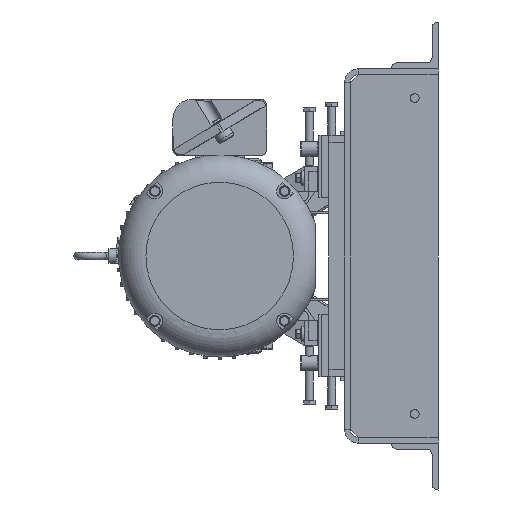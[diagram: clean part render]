
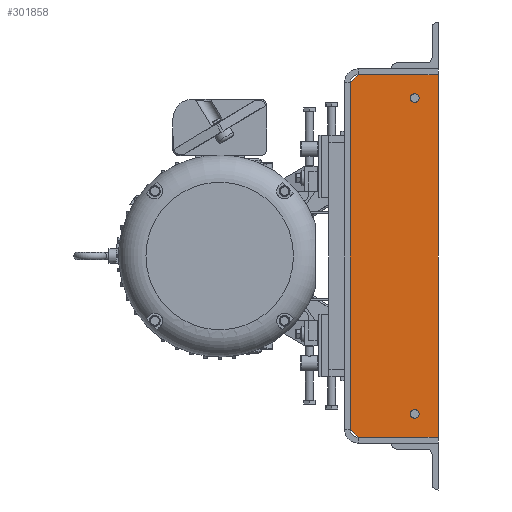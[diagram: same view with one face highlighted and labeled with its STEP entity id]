
A CAD part, left-side view. The second image highlights one B-rep face of the part: STEP entity #301858.
In plain terms, the highlighted planar face has unit normal (-1, 0, 0).
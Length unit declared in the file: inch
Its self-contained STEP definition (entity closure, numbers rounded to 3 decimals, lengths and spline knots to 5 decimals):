
#5447 = VECTOR ( 'NONE', #108429, 39.37008 ) ;
#12049 = CARTESIAN_POINT ( 'NONE',  ( -45., -14., 11.62 ) ) ;
#12844 = LINE ( 'NONE', #272789, #5447 ) ;
#14005 = LINE ( 'NONE', #261038, #76505 ) ;
#14789 = FACE_BOUND ( 'NONE', #57197, .T. ) ;
#22219 = ORIENTED_EDGE ( 'NONE', *, *, #53844, .T. ) ;
#25221 = VECTOR ( 'NONE', #56761, 39.37008 ) ;
#26837 = DIRECTION ( 'NONE',  ( 0., -0.707, -0.707 ) ) ;
#33422 = DIRECTION ( 'NONE',  ( 1., 0., 0. ) ) ;
#45292 = EDGE_CURVE ( 'NONE', #177828, #177828, #284151, .T. ) ;
#47804 = EDGE_CURVE ( 'NONE', #223837, #267756, #12844, .T. ) ;
#51244 = CARTESIAN_POINT ( 'NONE',  ( -45., -12.5, 10.40125 ) ) ;
#52088 = VERTEX_POINT ( 'NONE', #144544 ) ;
#53844 = EDGE_CURVE ( 'NONE', #116136, #243383, #212654, .T. ) ;
#56761 = DIRECTION ( 'NONE',  ( 0., 0., 1. ) ) ;
#57197 = EDGE_LOOP ( 'NONE', ( #223626 ) ) ;
#65653 = EDGE_CURVE ( 'NONE', #243383, #223837, #192086, .T. ) ;
#67145 = VECTOR ( 'NONE', #296243, 39.37008 ) ;
#72856 = DIRECTION ( 'NONE',  ( 0., 0., -1. ) ) ;
#76505 = VECTOR ( 'NONE', #26837, 39.37008 ) ;
#77328 = DIRECTION ( 'NONE',  ( -1., 0., 0. ) ) ;
#82848 = VERTEX_POINT ( 'NONE', #123467 ) ;
#100857 = AXIS2_PLACEMENT_3D ( 'NONE', #266928, #126112, #290601 ) ;
#108186 = VECTOR ( 'NONE', #110632, 39.37008 ) ;
#108312 = AXIS2_PLACEMENT_3D ( 'NONE', #174173, #33422, #197732 ) ;
#108429 = DIRECTION ( 'NONE',  ( 0., 0.707, -0.707 ) ) ;
#110632 = DIRECTION ( 'NONE',  ( 0., -1., 0. ) ) ;
#116136 = VERTEX_POINT ( 'NONE', #237115 ) ;
#116853 = EDGE_LOOP ( 'NONE', ( #22219, #243229, #292723, #197752, #210910, #130838 ) ) ;
#123467 = CARTESIAN_POINT ( 'NONE',  ( -45., -8.88, -11.62 ) ) ;
#123851 = EDGE_CURVE ( 'NONE', #52088, #52088, #249594, .T. ) ;
#126112 = DIRECTION ( 'NONE',  ( -1., 0., 0. ) ) ;
#130838 = ORIENTED_EDGE ( 'NONE', *, *, #200464, .T. ) ;
#131737 = CARTESIAN_POINT ( 'NONE',  ( -45., -8.88, 11.62 ) ) ;
#132314 = FACE_OUTER_BOUND ( 'NONE', #116853, .T. ) ;
#135918 = VERTEX_POINT ( 'NONE', #208408 ) ;
#144544 = CARTESIAN_POINT ( 'NONE',  ( -45., -12.5, -9.83875 ) ) ;
#146447 = PLANE ( 'NONE',  #108312 ) ;
#149155 = CARTESIAN_POINT ( 'NONE',  ( -45., -14., 11.62 ) ) ;
#170692 = LINE ( 'NONE', #229783, #108186 ) ;
#174173 = CARTESIAN_POINT ( 'NONE',  ( -45., -14., -11.62 ) ) ;
#177828 = VERTEX_POINT ( 'NONE', #51244 ) ;
#191973 = ORIENTED_EDGE ( 'NONE', *, *, #45292, .F. ) ;
#192086 = LINE ( 'NONE', #131737, #67145 ) ;
#197732 = DIRECTION ( 'NONE',  ( 0., 0., -1. ) ) ;
#197752 = ORIENTED_EDGE ( 'NONE', *, *, #244828, .T. ) ;
#200180 = VECTOR ( 'NONE', #72856, 39.37008 ) ;
#200464 = EDGE_CURVE ( 'NONE', #82848, #116136, #170692, .T. ) ;
#203196 = EDGE_LOOP ( 'NONE', ( #191973 ) ) ;
#207609 = LINE ( 'NONE', #213566, #200180 ) ;
#208408 = CARTESIAN_POINT ( 'NONE',  ( -45., -8.38, -11.12 ) ) ;
#210910 = ORIENTED_EDGE ( 'NONE', *, *, #230845, .T. ) ;
#212654 = LINE ( 'NONE', #149155, #25221 ) ;
#213566 = CARTESIAN_POINT ( 'NONE',  ( -45., -8.38, -11.12 ) ) ;
#218081 = CARTESIAN_POINT ( 'NONE',  ( -45., -12.5, 10.12 ) ) ;
#219791 = AXIS2_PLACEMENT_3D ( 'NONE', #218081, #77328, #241666 ) ;
#223626 = ORIENTED_EDGE ( 'NONE', *, *, #123851, .F. ) ;
#223837 = VERTEX_POINT ( 'NONE', #268487 ) ;
#229783 = CARTESIAN_POINT ( 'NONE',  ( -45., -14., -11.62 ) ) ;
#230845 = EDGE_CURVE ( 'NONE', #135918, #82848, #14005, .T. ) ;
#237115 = CARTESIAN_POINT ( 'NONE',  ( -45., -14., -11.62 ) ) ;
#241666 = DIRECTION ( 'NONE',  ( 0., 0., 1. ) ) ;
#243229 = ORIENTED_EDGE ( 'NONE', *, *, #65653, .T. ) ;
#243383 = VERTEX_POINT ( 'NONE', #12049 ) ;
#244828 = EDGE_CURVE ( 'NONE', #267756, #135918, #207609, .T. ) ;
#249594 = CIRCLE ( 'NONE', #100857, 0.28125 ) ;
#257468 = FACE_BOUND ( 'NONE', #203196, .T. ) ;
#261038 = CARTESIAN_POINT ( 'NONE',  ( -45., -8.88, -11.62 ) ) ;
#263093 = CARTESIAN_POINT ( 'NONE',  ( -45., -8.38, 11.12 ) ) ;
#266928 = CARTESIAN_POINT ( 'NONE',  ( -45., -12.5, -10.12 ) ) ;
#267756 = VERTEX_POINT ( 'NONE', #263093 ) ;
#268487 = CARTESIAN_POINT ( 'NONE',  ( -45., -8.88, 11.62 ) ) ;
#272789 = CARTESIAN_POINT ( 'NONE',  ( -45., -8.38, 11.12 ) ) ;
#284151 = CIRCLE ( 'NONE', #219791, 0.28125 ) ;
#290601 = DIRECTION ( 'NONE',  ( 0., 0., 1. ) ) ;
#292723 = ORIENTED_EDGE ( 'NONE', *, *, #47804, .T. ) ;
#296243 = DIRECTION ( 'NONE',  ( 0., 1., 0. ) ) ;
#301858 = ADVANCED_FACE ( 'NONE', ( #14789, #257468, #132314 ), #146447, .F. ) ;
